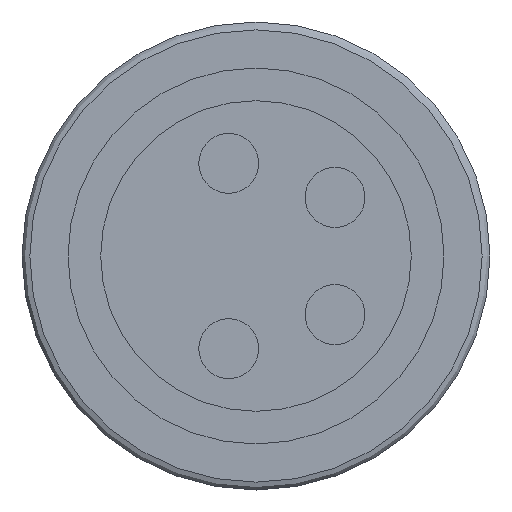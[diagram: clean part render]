
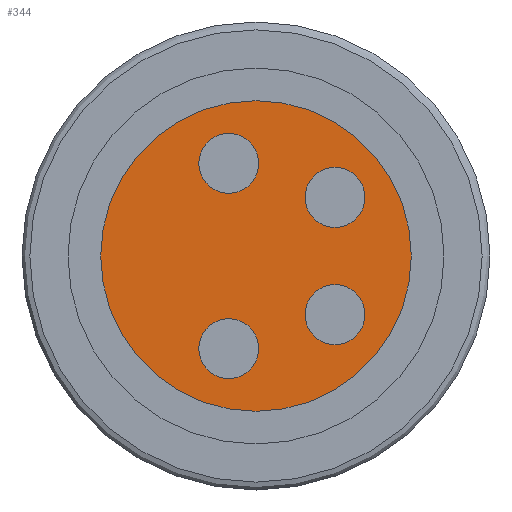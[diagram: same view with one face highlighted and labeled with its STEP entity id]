
A CAD part, front view. The second image highlights one B-rep face of the part: STEP entity #344.
In plain terms, the highlighted planar face has unit normal (0, -1, 0).
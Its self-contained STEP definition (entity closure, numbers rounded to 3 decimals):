
#344=ADVANCED_FACE('',(#450,#451,#452,#453,#454),#386,.F.);
#386=PLANE('',#2106);
#450=FACE_BOUND('',#586,.T.);
#451=FACE_BOUND('',#587,.T.);
#452=FACE_BOUND('',#588,.T.);
#453=FACE_BOUND('',#589,.T.);
#454=FACE_BOUND('',#590,.T.);
#586=EDGE_LOOP('',(#962));
#587=EDGE_LOOP('',(#963));
#588=EDGE_LOOP('',(#964));
#589=EDGE_LOOP('',(#965));
#590=EDGE_LOOP('',(#966));
#962=ORIENTED_EDGE('',*,*,#1293,.F.);
#963=ORIENTED_EDGE('',*,*,#1292,.F.);
#964=ORIENTED_EDGE('',*,*,#1291,.F.);
#965=ORIENTED_EDGE('',*,*,#1290,.F.);
#966=ORIENTED_EDGE('',*,*,#1294,.F.);
#1102=VERTEX_POINT('',#3951);
#1103=VERTEX_POINT('',#3954);
#1104=VERTEX_POINT('',#3957);
#1105=VERTEX_POINT('',#3960);
#1106=VERTEX_POINT('',#3963);
#1290=EDGE_CURVE('',#1102,#1102,#1387,.T.);
#1291=EDGE_CURVE('',#1103,#1103,#1388,.T.);
#1292=EDGE_CURVE('',#1104,#1104,#1389,.T.);
#1293=EDGE_CURVE('',#1105,#1105,#1390,.T.);
#1294=EDGE_CURVE('',#1106,#1106,#1391,.T.);
#1387=CIRCLE('',#2097,0.55);
#1388=CIRCLE('',#2099,0.55);
#1389=CIRCLE('',#2101,0.55);
#1390=CIRCLE('',#2103,0.55);
#1391=CIRCLE('',#2105,2.85);
#2097=AXIS2_PLACEMENT_3D('',#3950,#2574,#2575);
#2099=AXIS2_PLACEMENT_3D('',#3953,#2578,#2579);
#2101=AXIS2_PLACEMENT_3D('',#3956,#2582,#2583);
#2103=AXIS2_PLACEMENT_3D('',#3959,#2586,#2587);
#2105=AXIS2_PLACEMENT_3D('',#3962,#2590,#2591);
#2106=AXIS2_PLACEMENT_3D('',#3964,#2592,#2593);
#2574=DIRECTION('',(0.,-1.,0.));
#2575=DIRECTION('',(0.,0.,-1.));
#2578=DIRECTION('',(0.,-1.,0.));
#2579=DIRECTION('',(0.,0.,-1.));
#2582=DIRECTION('',(0.,-1.,0.));
#2583=DIRECTION('',(0.,0.,-1.));
#2586=DIRECTION('',(0.,-1.,0.));
#2587=DIRECTION('',(0.,0.,-1.));
#2590=DIRECTION('',(0.,1.,0.));
#2591=DIRECTION('',(1.,0.,0.));
#2592=DIRECTION('',(0.,1.,0.));
#2593=DIRECTION('',(1.,0.,0.));
#3950=CARTESIAN_POINT('',(85.749,14.101,-1.075));
#3951=CARTESIAN_POINT('',(85.749,14.101,-1.625));
#3953=CARTESIAN_POINT('',(85.749,14.101,1.075));
#3954=CARTESIAN_POINT('',(85.749,14.101,0.525));
#3956=CARTESIAN_POINT('',(83.799,14.101,1.7));
#3957=CARTESIAN_POINT('',(83.799,14.101,1.15));
#3959=CARTESIAN_POINT('',(83.799,14.101,-1.7));
#3960=CARTESIAN_POINT('',(83.799,14.101,-2.25));
#3962=CARTESIAN_POINT('',(84.299,14.101,0.));
#3963=CARTESIAN_POINT('',(87.149,14.101,0.));
#3964=CARTESIAN_POINT('',(84.299,14.101,0.));
